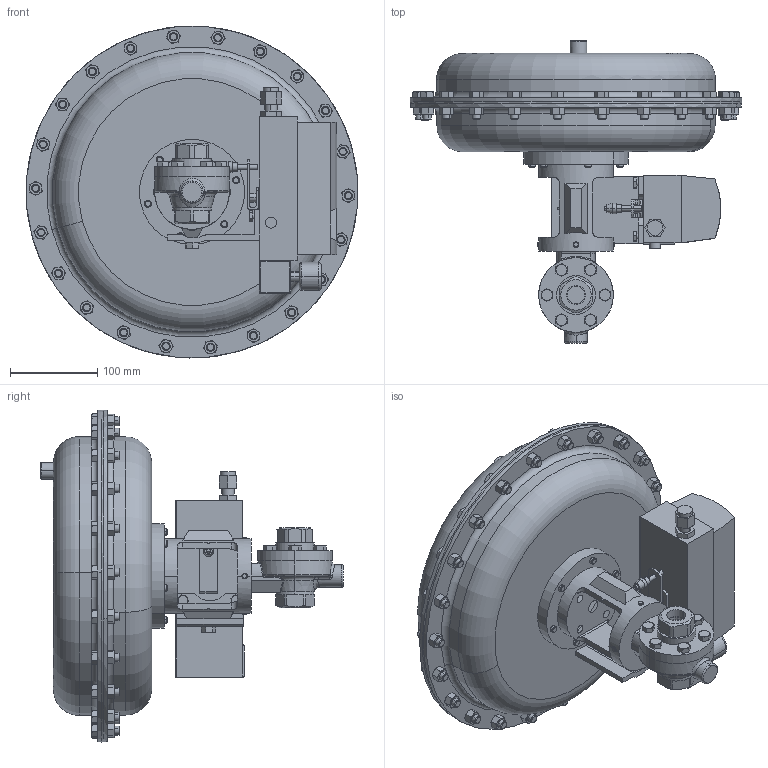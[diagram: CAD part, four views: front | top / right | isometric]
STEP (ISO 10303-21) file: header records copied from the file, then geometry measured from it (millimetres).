
FILE_DESCRIPTION (( 'STEP AP203' ), '1' );
FILE_NAME ('70SP-050-CS+S6-SW-85M-16IQ.STEP', '2017-09-11T14:04:22', ( '' ), ( '' ), 'SwSTEP 2.0', 'SolidWorks 2014', '' );
FILE_SCHEMA (( 'CONFIG_CONTROL_DESIGN' ));
Length unit declared in the file: inch
Products named in the file (1): 70SP-050-CS+S6-SW-85M-16IQ
Bounding box: 380.89 x 347 x 380.96 mm (x, y, z)
Volume: 11156456.6 mm3; surface area: 512778 mm2
Topology: 1 solids, 1 shells, 1323 faces, 3029 edges, 1821 vertices
Faces by surface type: plane 546, cone 527, cylinder 200, torus 28, bspline 18, sphere 4
Full cylindrical faces by diameter (mm): 6.528 x1, 9.525 x4, 14.732 x1, 54.864 x1
Entity records: 41998 total; most frequent: CARTESIAN_POINT 13610, ORIENTED_EDGE 6042, DIRECTION 5584, EDGE_CURVE 3021, AXIS2_PLACEMENT_3D 2271, VERTEX_POINT 1821, EDGE_LOOP 1448, FACE_OUTER_BOUND 1323
